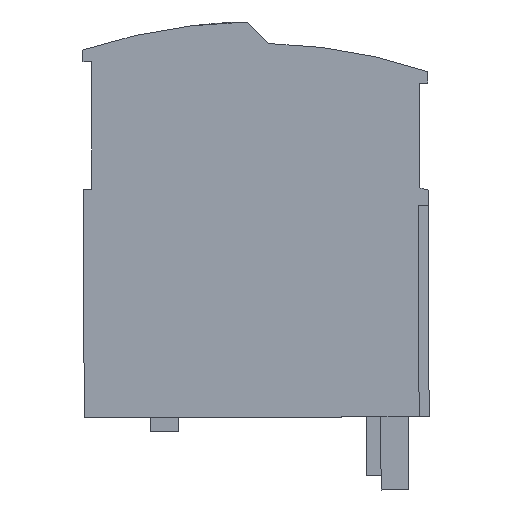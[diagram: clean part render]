
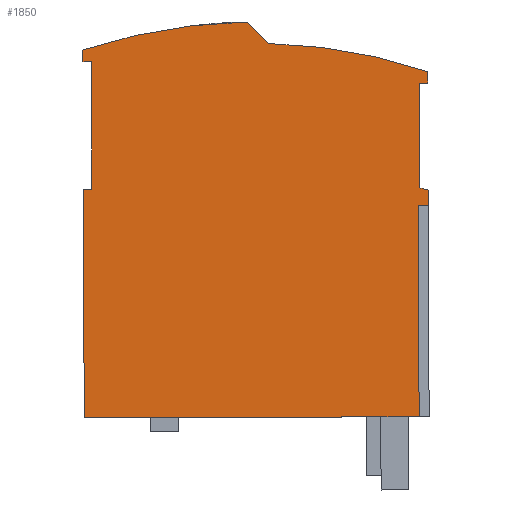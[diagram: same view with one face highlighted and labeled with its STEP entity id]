
A CAD part, left-side view. The second image highlights one B-rep face of the part: STEP entity #1850.
In plain terms, the highlighted face is planar.
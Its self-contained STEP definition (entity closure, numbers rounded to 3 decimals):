
#60=CARTESIAN_POINT('',(55.384,134.904,
18.531));
#70=DIRECTION('',(-0.71,-0.705,
0.));
#80=VECTOR('',#70,1.);
#90=LINE('',#60,#80);
#100=CARTESIAN_POINT('',(-13.67,66.331,
18.531));
#110=VERTEX_POINT('',#100);
#120=CARTESIAN_POINT('',(-16.343,63.677,
18.531));
#130=VERTEX_POINT('',#120);
#140=EDGE_CURVE('',#110,#130,#90,.T.);
#480=CARTESIAN_POINT('',(6.525,38.859,
18.531));
#490=DIRECTION('',(0.,0.,-1.));
#500=DIRECTION('',(-1.,0.003,
0.));
#510=AXIS2_PLACEMENT_3D('',#480,#490,#500);
#520=PLANE('',#510);
#530=CARTESIAN_POINT('',(-36.521,-21.649,
18.531));
#540=DIRECTION('',(-0.008,-1.,
0.));
#550=VECTOR('',#540,1.);
#560=LINE('',#530,#550);
#570=CARTESIAN_POINT('',(-35.878,58.518,
18.531));
#580=VERTEX_POINT('',#570);
#590=CARTESIAN_POINT('',(-35.987,44.917,
18.531));
#600=VERTEX_POINT('',#590);
#610=EDGE_CURVE('',#580,#600,#560,.T.);
#620=ORIENTED_EDGE('',*,*,#610,.F.);
#630=CARTESIAN_POINT('',(55.152,68.556,
18.531));
#640=DIRECTION('',(0.968,0.251,
0.));
#650=VECTOR('',#640,1.);
#660=LINE('',#630,#650);
#670=CARTESIAN_POINT('',(-37.073,44.635,
18.531));
#680=VERTEX_POINT('',#670);
#690=EDGE_CURVE('',#680,#600,#660,.T.);
#700=ORIENTED_EDGE('',*,*,#690,.T.);
#710=CARTESIAN_POINT('',(-37.305,-21.646,
18.531));
#720=DIRECTION('',(0.003,1.,
0.));
#730=VECTOR('',#720,1.);
#740=LINE('',#710,#730);
#750=CARTESIAN_POINT('',(-37.08,42.659,
18.531));
#760=VERTEX_POINT('',#750);
#770=EDGE_CURVE('',#760,#680,#740,.T.);
#780=ORIENTED_EDGE('',*,*,#770,.T.);
#790=CARTESIAN_POINT('',(55.061,42.338,
18.531));
#800=DIRECTION('',(1.,-0.003,
0.));
#810=VECTOR('',#800,1.);
#820=LINE('',#790,#810);
#830=CARTESIAN_POINT('',(-35.78,42.655,
18.531));
#840=VERTEX_POINT('',#830);
#850=EDGE_CURVE('',#760,#840,#820,.T.);
#860=ORIENTED_EDGE('',*,*,#850,.F.);
#870=CARTESIAN_POINT('',(-36.005,-21.651,
18.531));
#880=DIRECTION('',(0.003,1.,
0.));
#890=VECTOR('',#880,1.);
#900=LINE('',#870,#890);
#910=CARTESIAN_POINT('',(-35.876,15.205,
18.531));
#920=VERTEX_POINT('',#910);
#930=EDGE_CURVE('',#920,#840,#900,.T.);
#940=ORIENTED_EDGE('',*,*,#930,.T.);
#950=CARTESIAN_POINT('',(54.965,14.888,
18.531));
#960=DIRECTION('',(-1.,0.003,
0.));
#970=VECTOR('',#960,1.);
#980=LINE('',#950,#970);
#990=CARTESIAN_POINT('',(7.624,15.053,
18.531));
#1000=VERTEX_POINT('',#990);
#1010=EDGE_CURVE('',#1000,#920,#980,.T.);
#1020=ORIENTED_EDGE('',*,*,#1010,.T.);
#1030=CARTESIAN_POINT('',(7.495,-21.803,
18.531));
#1040=DIRECTION('',(-0.003,-1.,
0.));
#1050=VECTOR('',#1040,1.);
#1060=LINE('',#1030,#1050);
#1070=CARTESIAN_POINT('',(7.728,44.764,
18.531));
#1080=VERTEX_POINT('',#1070);
#1090=EDGE_CURVE('',#1080,#1000,#1060,.T.);
#1100=ORIENTED_EDGE('',*,*,#1090,.T.);
#1110=CARTESIAN_POINT('',(55.068,44.599,
18.531));
#1120=DIRECTION('',(-1.,0.003,
0.));
#1130=VECTOR('',#1120,1.);
#1140=LINE('',#1110,#1130);
#1150=CARTESIAN_POINT('',(6.642,44.768,
18.531));
#1160=VERTEX_POINT('',#1150);
#1170=EDGE_CURVE('',#1080,#1160,#1140,.T.);
#1180=ORIENTED_EDGE('',*,*,#1170,.F.);
#1190=CARTESIAN_POINT('',(6.711,-21.8,
18.531));
#1200=DIRECTION('',(-0.001,1.,
0.));
#1210=VECTOR('',#1200,1.);
#1220=LINE('',#1190,#1210);
#1230=CARTESIAN_POINT('',(6.625,61.319,
18.531));
#1240=VERTEX_POINT('',#1230);
#1250=EDGE_CURVE('',#1160,#1240,#1220,.T.);
#1260=ORIENTED_EDGE('',*,*,#1250,.F.);
#1270=CARTESIAN_POINT('',(55.13,62.216,
18.531));
#1280=DIRECTION('',(-1.,-0.018,
0.));
#1290=VECTOR('',#1280,1.);
#1300=LINE('',#1270,#1290);
#1310=CARTESIAN_POINT('',(7.785,61.34,
18.531));
#1320=VERTEX_POINT('',#1310);
#1330=EDGE_CURVE('',#1320,#1240,#1300,.T.);
#1340=ORIENTED_EDGE('',*,*,#1330,.T.);
#1350=CARTESIAN_POINT('',(7.495,-21.803,
18.531));
#1360=DIRECTION('',(0.003,1.,
0.));
#1370=VECTOR('',#1360,1.);
#1380=LINE('',#1350,#1370);
#1390=CARTESIAN_POINT('',(7.79,62.831,
18.531));
#1400=VERTEX_POINT('',#1390);
#1410=EDGE_CURVE('',#1320,#1400,#1380,.T.);
#1420=ORIENTED_EDGE('',*,*,#1410,.F.);
#1430=CARTESIAN_POINT('',(-14.848,-5.307,
18.531));
#1440=DIRECTION('',(0.,0.,-1.));
#1450=DIRECTION('',(-1.,0.003,
0.));
#1460=AXIS2_PLACEMENT_3D('',#1430,#1440,#1450);
#1470=CIRCLE('',#1460,71.8);
#1480=CARTESIAN_POINT('',(-13.307,66.477,
18.531));
#1490=VERTEX_POINT('',#1480);
#1500=EDGE_CURVE('',#1490,#1400,#1470,.T.);
#1510=ORIENTED_EDGE('',*,*,#1500,.T.);
#1520=CARTESIAN_POINT('',(-13.317,65.977,
18.531));
#1530=DIRECTION('',(0.,0.,-1.));
#1540=DIRECTION('',(-1.,0.003,
0.));
#1550=AXIS2_PLACEMENT_3D('',#1520,#1530,#1540);
#1560=CIRCLE('',#1550,0.5);
#1570=EDGE_CURVE('',#110,#1490,#1560,.T.);
#1580=ORIENTED_EDGE('',*,*,#1570,.T.);
#1590=ORIENTED_EDGE('',*,*,#140,.F.);
#1600=CARTESIAN_POINT('',(-14.848,-5.307,
18.531));
#1610=DIRECTION('',(0.,0.,-1.));
#1620=DIRECTION('',(-1.,0.003,
0.));
#1630=AXIS2_PLACEMENT_3D('',#1600,#1610,#1620);
#1640=CIRCLE('',#1630,69.);
#1650=CARTESIAN_POINT('',(-37.02,60.034,
18.531));
#1660=VERTEX_POINT('',#1650);
#1670=EDGE_CURVE('',#1660,#130,#1640,.T.);
#1680=ORIENTED_EDGE('',*,*,#1670,.T.);
#1690=CARTESIAN_POINT('',(-37.305,-21.646,
18.531));
#1700=DIRECTION('',(-0.003,-1.,
0.));
#1710=VECTOR('',#1700,1.);
#1720=LINE('',#1690,#1710);
#1730=CARTESIAN_POINT('',(-37.025,58.547,
18.531));
#1740=VERTEX_POINT('',#1730);
#1750=EDGE_CURVE('',#1660,#1740,#1720,.T.);
#1760=ORIENTED_EDGE('',*,*,#1750,.F.);
#1770=CARTESIAN_POINT('',(55.109,56.2,
18.531));
#1780=DIRECTION('',(-1.,0.025,
0.));
#1790=VECTOR('',#1780,1.);
#1800=LINE('',#1770,#1790);
#1810=EDGE_CURVE('',#580,#1740,#1800,.T.);
#1820=ORIENTED_EDGE('',*,*,#1810,.T.);
#1830=EDGE_LOOP('',(#1820,#1760,#1680,#1590,#1580,#1510,#1420,#1340,
#1260,#1180,#1100,#1020,#940,#860,#780,#700,#620));
#1840=FACE_OUTER_BOUND('',#1830,.T.);
#1850=ADVANCED_FACE('',(#1840),#520,.T.);
